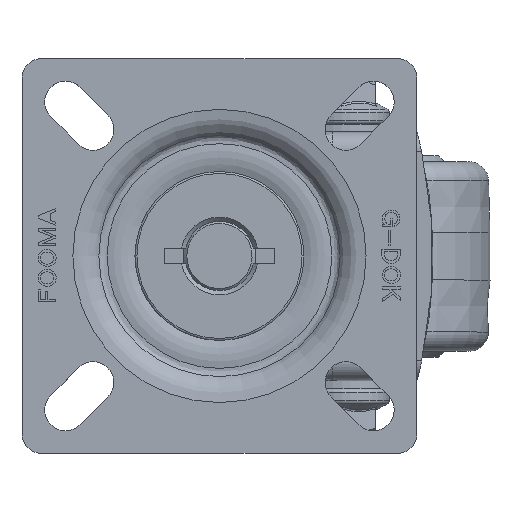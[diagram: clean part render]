
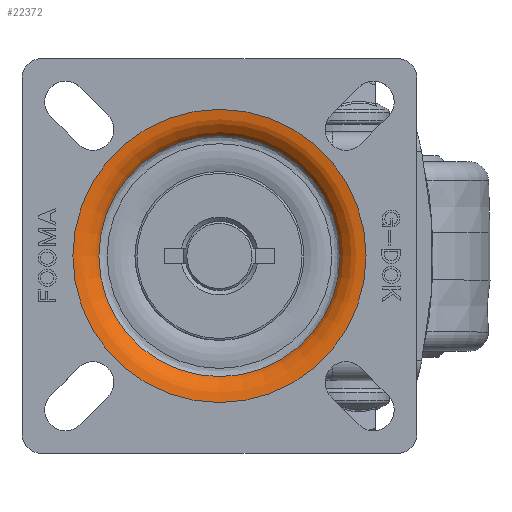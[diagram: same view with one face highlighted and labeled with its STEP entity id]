
A CAD part, top view. The second image highlights one B-rep face of the part: STEP entity #22372.
In plain terms, the highlighted toroidal (fillet/blend) face has major radius 37.123 mm and minor radius 8 mm.
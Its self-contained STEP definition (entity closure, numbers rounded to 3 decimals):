
#22341=CARTESIAN_POINT('',(172.426,217.222,54.287));
#22342=VERTEX_POINT('',#22341);
#22343=CARTESIAN_POINT('',(202.967,217.222,54.287));
#22344=DIRECTION('',(0.0,0.0,1.0));
#22345=DIRECTION('',(-1.0,0.0,0.0));
#22346=AXIS2_PLACEMENT_3D('',#22343,#22344,#22345);
#22347=CIRCLE('',#22346,30.541);
#22348=EDGE_CURVE('',#22342,#22342,#22347,.T.);
#22353=CARTESIAN_POINT('',(202.967,217.222,49.74));
#22354=DIRECTION('',(0.0,0.0,1.0));
#22355=DIRECTION('',(1.0,0.0,0.0));
#22356=AXIS2_PLACEMENT_3D('',#22353,#22354,#22355);
#22357=TOROIDAL_SURFACE('',#22356,37.123,8.0);
#22358=ORIENTED_EDGE('',*,*,#22348,.F.);
#22359=EDGE_LOOP('',(#22358));
#22360=FACE_OUTER_BOUND('',#22359,.T.);
#22361=CARTESIAN_POINT('',(165.844,217.222,57.74));
#22362=VERTEX_POINT('',#22361);
#22363=CARTESIAN_POINT('',(202.967,217.222,57.74));
#22364=DIRECTION('',(0.0,0.0,1.0));
#22365=DIRECTION('',(-1.0,0.0,0.0));
#22366=AXIS2_PLACEMENT_3D('',#22363,#22364,#22365);
#22367=CIRCLE('',#22366,37.123);
#22368=EDGE_CURVE('',#22362,#22362,#22367,.T.);
#22369=ORIENTED_EDGE('',*,*,#22368,.T.);
#22370=EDGE_LOOP('',(#22369));
#22371=FACE_BOUND('',#22370,.T.);
#22372=ADVANCED_FACE('',(#22360,#22371),#22357,.T.);
